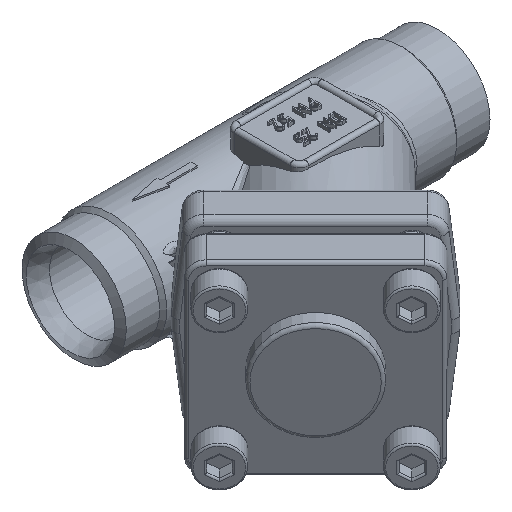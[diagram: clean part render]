
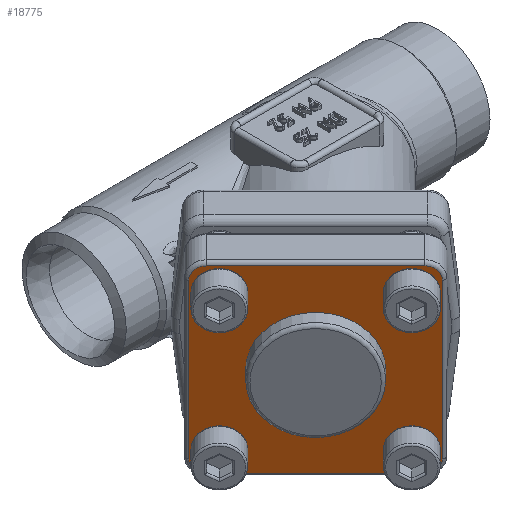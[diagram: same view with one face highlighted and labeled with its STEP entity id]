
A CAD part, isometric view. The second image highlights one B-rep face of the part: STEP entity #18775.
In plain terms, the highlighted face is planar.
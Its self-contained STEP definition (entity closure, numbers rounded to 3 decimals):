
#18508=CARTESIAN_POINT('',(-26.,22.,12.));
#18509=VERTEX_POINT('',#18508);
#18524=CARTESIAN_POINT('',(-22.,22.,12.));
#18525=DIRECTION('',(0.,0.,1.));
#18526=DIRECTION('',(-1.,0.,0.));
#18527=AXIS2_PLACEMENT_3D('',#18524,#18525,#18526);
#18528=CIRCLE('',#18527,4.);
#18529=EDGE_CURVE('',#18509,#18509,#18528,.T.);
#18542=CARTESIAN_POINT('',(-26.,-22.,12.));
#18543=VERTEX_POINT('',#18542);
#18558=CARTESIAN_POINT('',(-22.,-22.,12.));
#18559=DIRECTION('',(0.,0.,1.));
#18560=DIRECTION('',(-1.,0.,0.));
#18561=AXIS2_PLACEMENT_3D('',#18558,#18559,#18560);
#18562=CIRCLE('',#18561,4.);
#18563=EDGE_CURVE('',#18543,#18543,#18562,.T.);
#18576=CARTESIAN_POINT('',(18.,-22.,12.));
#18577=VERTEX_POINT('',#18576);
#18592=CARTESIAN_POINT('',(22.,-22.,12.));
#18593=DIRECTION('',(0.,0.,1.));
#18594=DIRECTION('',(-1.,0.,0.));
#18595=AXIS2_PLACEMENT_3D('',#18592,#18593,#18594);
#18596=CIRCLE('',#18595,4.);
#18597=EDGE_CURVE('',#18577,#18577,#18596,.T.);
#18650=CARTESIAN_POINT('',(18.,22.,12.));
#18651=VERTEX_POINT('',#18650);
#18666=CARTESIAN_POINT('',(22.,22.,12.));
#18667=DIRECTION('',(0.,0.,1.));
#18668=DIRECTION('',(-1.,0.,0.));
#18669=AXIS2_PLACEMENT_3D('',#18666,#18667,#18668);
#18670=CIRCLE('',#18669,4.);
#18671=EDGE_CURVE('',#18651,#18651,#18670,.T.);
#18677=CARTESIAN_POINT('',(0.,0.,12.));
#18678=DIRECTION('',(0.,0.,1.));
#18679=DIRECTION('',(-1.,0.,0.));
#18680=AXIS2_PLACEMENT_3D('',#18677,#18678,#18679);
#18681=PLANE('',#18680);
#18682=CARTESIAN_POINT('',(-16.,0.,12.));
#18683=VERTEX_POINT('',#18682);
#18684=CARTESIAN_POINT('',(0.,0.,12.));
#18685=DIRECTION('',(0.,0.,1.));
#18686=DIRECTION('',(-1.,-0.,0.));
#18687=AXIS2_PLACEMENT_3D('',#18684,#18685,#18686);
#18688=CIRCLE('',#18687,16.);
#18689=EDGE_CURVE('',#18683,#18683,#18688,.T.);
#18690=ORIENTED_EDGE('',*,*,#18689,.F.);
#18691=EDGE_LOOP('',(#18690));
#18692=FACE_BOUND('',#18691,.T.);
#18693=CARTESIAN_POINT('',(25.,-29.,12.));
#18694=VERTEX_POINT('',#18693);
#18695=CARTESIAN_POINT('',(29.,-25.,12.));
#18696=VERTEX_POINT('',#18695);
#18697=CARTESIAN_POINT('',(25.,-25.,12.));
#18698=DIRECTION('',(0.,0.,1.));
#18699=DIRECTION('',(1.,0.,-0.));
#18700=AXIS2_PLACEMENT_3D('',#18697,#18698,#18699);
#18701=CIRCLE('',#18700,4.);
#18702=EDGE_CURVE('',#18694,#18696,#18701,.T.);
#18703=ORIENTED_EDGE('',*,*,#18702,.T.);
#18704=CARTESIAN_POINT('',(29.,25.,12.));
#18705=VERTEX_POINT('',#18704);
#18706=CARTESIAN_POINT('',(29.,-25.,12.));
#18707=DIRECTION('',(0.,1.,0.));
#18708=VECTOR('',#18707,50.);
#18709=LINE('',#18706,#18708);
#18710=EDGE_CURVE('',#18696,#18705,#18709,.T.);
#18711=ORIENTED_EDGE('',*,*,#18710,.T.);
#18712=CARTESIAN_POINT('',(25.,29.,12.));
#18713=VERTEX_POINT('',#18712);
#18714=CARTESIAN_POINT('',(25.,25.,12.));
#18715=DIRECTION('',(0.,0.,1.));
#18716=DIRECTION('',(1.,0.,-0.));
#18717=AXIS2_PLACEMENT_3D('',#18714,#18715,#18716);
#18718=CIRCLE('',#18717,4.);
#18719=EDGE_CURVE('',#18705,#18713,#18718,.T.);
#18720=ORIENTED_EDGE('',*,*,#18719,.T.);
#18721=CARTESIAN_POINT('',(-25.,29.,12.));
#18722=VERTEX_POINT('',#18721);
#18723=CARTESIAN_POINT('',(25.,29.,12.));
#18724=DIRECTION('',(-1.,0.,0.));
#18725=VECTOR('',#18724,50.);
#18726=LINE('',#18723,#18725);
#18727=EDGE_CURVE('',#18713,#18722,#18726,.T.);
#18728=ORIENTED_EDGE('',*,*,#18727,.T.);
#18729=CARTESIAN_POINT('',(-29.,25.,12.));
#18730=VERTEX_POINT('',#18729);
#18731=CARTESIAN_POINT('',(-25.,25.,12.));
#18732=DIRECTION('',(0.,0.,1.));
#18733=DIRECTION('',(1.,0.,-0.));
#18734=AXIS2_PLACEMENT_3D('',#18731,#18732,#18733);
#18735=CIRCLE('',#18734,4.);
#18736=EDGE_CURVE('',#18722,#18730,#18735,.T.);
#18737=ORIENTED_EDGE('',*,*,#18736,.T.);
#18738=CARTESIAN_POINT('',(-29.,-25.,12.));
#18739=VERTEX_POINT('',#18738);
#18740=CARTESIAN_POINT('',(-29.,25.,12.));
#18741=DIRECTION('',(0.,-1.,0.));
#18742=VECTOR('',#18741,50.);
#18743=LINE('',#18740,#18742);
#18744=EDGE_CURVE('',#18730,#18739,#18743,.T.);
#18745=ORIENTED_EDGE('',*,*,#18744,.T.);
#18746=CARTESIAN_POINT('',(-25.,-29.,12.));
#18747=VERTEX_POINT('',#18746);
#18748=CARTESIAN_POINT('',(-25.,-25.,12.));
#18749=DIRECTION('',(0.,0.,1.));
#18750=DIRECTION('',(1.,0.,-0.));
#18751=AXIS2_PLACEMENT_3D('',#18748,#18749,#18750);
#18752=CIRCLE('',#18751,4.);
#18753=EDGE_CURVE('',#18739,#18747,#18752,.T.);
#18754=ORIENTED_EDGE('',*,*,#18753,.T.);
#18755=CARTESIAN_POINT('',(-25.,-29.,12.));
#18756=DIRECTION('',(1.,0.,-0.));
#18757=VECTOR('',#18756,50.);
#18758=LINE('',#18755,#18757);
#18759=EDGE_CURVE('',#18747,#18694,#18758,.T.);
#18760=ORIENTED_EDGE('',*,*,#18759,.T.);
#18761=EDGE_LOOP('',(#18703,#18711,#18720,#18728,#18737,#18745,#18754,#18760));
#18762=FACE_BOUND('',#18761,.T.);
#18763=ORIENTED_EDGE('',*,*,#18597,.F.);
#18764=EDGE_LOOP('',(#18763));
#18765=FACE_BOUND('',#18764,.T.);
#18766=ORIENTED_EDGE('',*,*,#18563,.F.);
#18767=EDGE_LOOP('',(#18766));
#18768=FACE_BOUND('',#18767,.T.);
#18769=ORIENTED_EDGE('',*,*,#18529,.F.);
#18770=EDGE_LOOP('',(#18769));
#18771=FACE_BOUND('',#18770,.T.);
#18772=ORIENTED_EDGE('',*,*,#18671,.F.);
#18773=EDGE_LOOP('',(#18772));
#18774=FACE_BOUND('',#18773,.T.);
#18775=ADVANCED_FACE('',(#18692,#18762,#18765,#18768,#18771,#18774),#18681,.T.);
